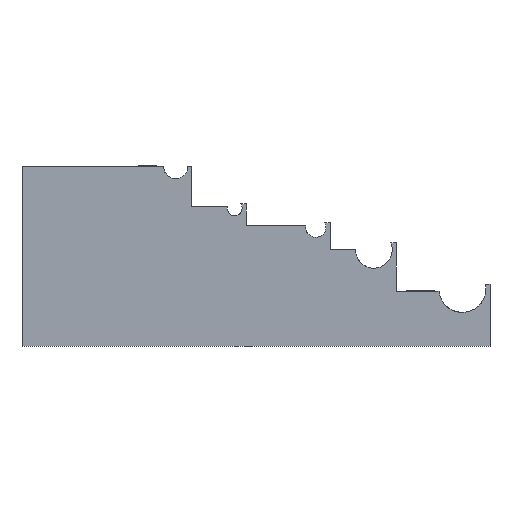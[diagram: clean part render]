
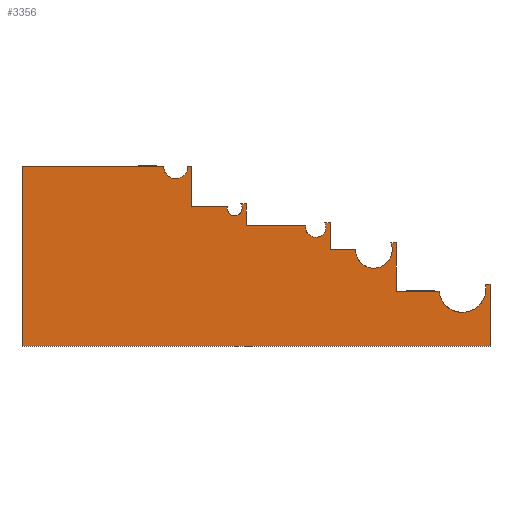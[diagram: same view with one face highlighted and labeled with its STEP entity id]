
A CAD part, left-side view. The second image highlights one B-rep face of the part: STEP entity #3356.
In plain terms, the highlighted planar face has unit normal (-1, 0, 0).
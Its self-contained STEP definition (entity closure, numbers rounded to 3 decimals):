
#14=CIRCLE('',#3492,8.517);
#18=CIRCLE('',#3499,16.824);
#19=CIRCLE('',#3500,13.1);
#20=CIRCLE('',#3501,7.355);
#21=CIRCLE('',#3502,5.377);
#318=FACE_OUTER_BOUND('',#506,.T.);
#506=EDGE_LOOP('',(#2763,#2764,#2765,#2766,#2767,#2768,#2769,#2770,#2771,
#2772,#2773,#2774,#2775,#2776,#2777,#2778,#2779,#2780,#2781,#2782,#2783,
#2784));
#639=LINE('',#5063,#1015);
#740=LINE('',#5394,#1116);
#811=LINE('',#5624,#1187);
#817=LINE('',#5646,#1193);
#820=LINE('',#5652,#1196);
#821=LINE('',#5654,#1197);
#822=LINE('',#5656,#1198);
#823=LINE('',#5658,#1199);
#824=LINE('',#5662,#1200);
#825=LINE('',#5664,#1201);
#826=LINE('',#5666,#1202);
#827=LINE('',#5670,#1203);
#828=LINE('',#5672,#1204);
#829=LINE('',#5674,#1205);
#830=LINE('',#5677,#1206);
#831=LINE('',#5679,#1207);
#832=LINE('',#5681,#1208);
#1015=VECTOR('',#3667,10.);
#1116=VECTOR('',#3834,10.);
#1187=VECTOR('',#3955,10.);
#1193=VECTOR('',#3977,10.);
#1196=VECTOR('',#3982,10.);
#1197=VECTOR('',#3983,10.);
#1198=VECTOR('',#3984,10.);
#1199=VECTOR('',#3985,10.);
#1200=VECTOR('',#3988,10.);
#1201=VECTOR('',#3989,10.);
#1202=VECTOR('',#3990,10.);
#1203=VECTOR('',#3993,10.);
#1204=VECTOR('',#3994,10.);
#1205=VECTOR('',#3995,10.);
#1206=VECTOR('',#3998,10.);
#1207=VECTOR('',#3999,10.);
#1208=VECTOR('',#4002,10.);
#1411=VERTEX_POINT('',#5056);
#1414=VERTEX_POINT('',#5061);
#1490=VERTEX_POINT('',#5391);
#1491=VERTEX_POINT('',#5393);
#1544=VERTEX_POINT('',#5621);
#1545=VERTEX_POINT('',#5623);
#1547=VERTEX_POINT('',#5630);
#1553=VERTEX_POINT('',#5645);
#1555=VERTEX_POINT('',#5651);
#1556=VERTEX_POINT('',#5653);
#1557=VERTEX_POINT('',#5655);
#1558=VERTEX_POINT('',#5657);
#1559=VERTEX_POINT('',#5659);
#1560=VERTEX_POINT('',#5661);
#1561=VERTEX_POINT('',#5663);
#1562=VERTEX_POINT('',#5665);
#1563=VERTEX_POINT('',#5667);
#1564=VERTEX_POINT('',#5669);
#1565=VERTEX_POINT('',#5671);
#1566=VERTEX_POINT('',#5673);
#1567=VERTEX_POINT('',#5676);
#1568=VERTEX_POINT('',#5678);
#1777=EDGE_CURVE('',#1414,#1411,#639,.T.);
#1890=EDGE_CURVE('',#1490,#1491,#740,.T.);
#1969=EDGE_CURVE('',#1544,#1545,#811,.T.);
#1972=EDGE_CURVE('',#1547,#1411,#14,.T.);
#1979=EDGE_CURVE('',#1547,#1553,#817,.T.);
#1982=EDGE_CURVE('',#1414,#1555,#820,.T.);
#1983=EDGE_CURVE('',#1556,#1555,#821,.T.);
#1984=EDGE_CURVE('',#1557,#1556,#822,.T.);
#1985=EDGE_CURVE('',#1557,#1558,#823,.F.);
#1986=EDGE_CURVE('',#1558,#1559,#18,.T.);
#1987=EDGE_CURVE('',#1559,#1560,#824,.T.);
#1988=EDGE_CURVE('',#1561,#1560,#825,.T.);
#1989=EDGE_CURVE('',#1562,#1561,#826,.T.);
#1990=EDGE_CURVE('',#1562,#1563,#19,.T.);
#1991=EDGE_CURVE('',#1564,#1563,#827,.T.);
#1992=EDGE_CURVE('',#1565,#1564,#828,.T.);
#1993=EDGE_CURVE('',#1566,#1565,#829,.T.);
#1994=EDGE_CURVE('',#1566,#1545,#20,.T.);
#1995=EDGE_CURVE('',#1567,#1544,#830,.T.);
#1996=EDGE_CURVE('',#1568,#1567,#831,.T.);
#1997=EDGE_CURVE('',#1568,#1491,#21,.T.);
#1998=EDGE_CURVE('',#1553,#1490,#832,.T.);
#2763=ORIENTED_EDGE('',*,*,#1972,.T.);
#2764=ORIENTED_EDGE('',*,*,#1777,.F.);
#2765=ORIENTED_EDGE('',*,*,#1982,.T.);
#2766=ORIENTED_EDGE('',*,*,#1983,.F.);
#2767=ORIENTED_EDGE('',*,*,#1984,.F.);
#2768=ORIENTED_EDGE('',*,*,#1985,.T.);
#2769=ORIENTED_EDGE('',*,*,#1986,.T.);
#2770=ORIENTED_EDGE('',*,*,#1987,.T.);
#2771=ORIENTED_EDGE('',*,*,#1988,.F.);
#2772=ORIENTED_EDGE('',*,*,#1989,.F.);
#2773=ORIENTED_EDGE('',*,*,#1990,.T.);
#2774=ORIENTED_EDGE('',*,*,#1991,.F.);
#2775=ORIENTED_EDGE('',*,*,#1992,.F.);
#2776=ORIENTED_EDGE('',*,*,#1993,.F.);
#2777=ORIENTED_EDGE('',*,*,#1994,.T.);
#2778=ORIENTED_EDGE('',*,*,#1969,.F.);
#2779=ORIENTED_EDGE('',*,*,#1995,.F.);
#2780=ORIENTED_EDGE('',*,*,#1996,.F.);
#2781=ORIENTED_EDGE('',*,*,#1997,.T.);
#2782=ORIENTED_EDGE('',*,*,#1890,.F.);
#2783=ORIENTED_EDGE('',*,*,#1998,.F.);
#2784=ORIENTED_EDGE('',*,*,#1979,.F.);
#3187=PLANE('',#3498);
#3356=ADVANCED_FACE('',(#318),#3187,.T.);
#3492=AXIS2_PLACEMENT_3D('',#5631,#3962,#3963);
#3498=AXIS2_PLACEMENT_3D('',#5650,#3980,#3981);
#3499=AXIS2_PLACEMENT_3D('',#5660,#3986,#3987);
#3500=AXIS2_PLACEMENT_3D('',#5668,#3991,#3992);
#3501=AXIS2_PLACEMENT_3D('',#5675,#3996,#3997);
#3502=AXIS2_PLACEMENT_3D('',#5680,#4000,#4001);
#3667=DIRECTION('',(0.,-1.,0.));
#3834=DIRECTION('',(0.,-1.,0.));
#3955=DIRECTION('',(0.,-1.,0.));
#3962=DIRECTION('center_axis',(1.,0.,0.));
#3963=DIRECTION('ref_axis',(0.,-0.998,0.063));
#3977=DIRECTION('',(0.,-1.,0.));
#3980=DIRECTION('center_axis',(-1.,0.,0.));
#3981=DIRECTION('ref_axis',(0.,0.,1.));
#3982=DIRECTION('',(0.,0.,-1.));
#3983=DIRECTION('',(0.,1.,0.));
#3984=DIRECTION('',(0.,0.,-1.));
#3985=DIRECTION('',(0.,-1.,0.));
#3986=DIRECTION('center_axis',(1.,0.,0.));
#3987=DIRECTION('ref_axis',(0.,-0.996,-0.094));
#3988=DIRECTION('',(0.,1.,0.));
#3989=DIRECTION('',(0.,0.,-1.));
#3990=DIRECTION('',(0.,-1.,0.));
#3991=DIRECTION('center_axis',(1.,0.,0.));
#3992=DIRECTION('ref_axis',(0.,-1.,0.005));
#3993=DIRECTION('',(0.,-1.,0.));
#3994=DIRECTION('',(0.,0.,-1.));
#3995=DIRECTION('',(0.,-1.,0.));
#3996=DIRECTION('center_axis',(1.,0.,0.));
#3997=DIRECTION('ref_axis',(0.,-0.986,0.168));
#3998=DIRECTION('',(0.,0.,-1.));
#3999=DIRECTION('',(0.,-1.,0.));
#4000=DIRECTION('center_axis',(1.,0.,0.));
#4001=DIRECTION('ref_axis',(0.,-0.976,0.216));
#4002=DIRECTION('',(0.,0.,-1.));
#5056=CARTESIAN_POINT('',(0.,233.5,129.));
#5061=CARTESIAN_POINT('',(0.,335.,129.));
#5063=CARTESIAN_POINT('',(0.,335.,129.));
#5391=CARTESIAN_POINT('',(0.,213.5,100.));
#5393=CARTESIAN_POINT('',(0.,188.,100.));
#5394=CARTESIAN_POINT('',(0.,335.,100.));
#5621=CARTESIAN_POINT('',(0.,174.5,86.5));
#5623=CARTESIAN_POINT('',(0.,132.,86.5));
#5624=CARTESIAN_POINT('',(0.,335.,86.5));
#5630=CARTESIAN_POINT('',(0.,216.5,129.));
#5631=CARTESIAN_POINT('Origin',(0.,225.,128.463));
#5645=CARTESIAN_POINT('',(0.,213.5,129.));
#5646=CARTESIAN_POINT('',(0.,335.,129.));
#5650=CARTESIAN_POINT('Origin',(0.,0.,0.));
#5651=CARTESIAN_POINT('',(0.,335.,0.));
#5652=CARTESIAN_POINT('',(0.,335.,129.));
#5653=CARTESIAN_POINT('',(0.,0.,0.));
#5654=CARTESIAN_POINT('',(0.,0.,0.));
#5655=CARTESIAN_POINT('',(0.,0.,44.5));
#5656=CARTESIAN_POINT('',(0.,0.,39.5));
#5657=CARTESIAN_POINT('',(0.,3.277,44.5));
#5658=CARTESIAN_POINT('',(0.,0.,44.5));
#5659=CARTESIAN_POINT('',(0.,36.5,39.5));
#5660=CARTESIAN_POINT('Origin',(0.,19.75,41.081));
#5661=CARTESIAN_POINT('',(0.,67.,39.5));
#5662=CARTESIAN_POINT('',(0.,0.,39.5));
#5663=CARTESIAN_POINT('',(0.,67.,74.));
#5664=CARTESIAN_POINT('',(0.,67.,69.));
#5665=CARTESIAN_POINT('',(0.,71.018,74.));
#5666=CARTESIAN_POINT('',(0.,167.5,74.));
#5667=CARTESIAN_POINT('',(0.,96.2,69.));
#5668=CARTESIAN_POINT('Origin',(0.,83.1,68.936));
#5669=CARTESIAN_POINT('',(0.,114.5,69.));
#5670=CARTESIAN_POINT('',(0.,335.,69.));
#5671=CARTESIAN_POINT('',(0.,114.5,88.5));
#5672=CARTESIAN_POINT('',(0.,114.5,86.5));
#5673=CARTESIAN_POINT('',(0.,118.146,88.5));
#5674=CARTESIAN_POINT('',(0.,167.5,88.5));
#5675=CARTESIAN_POINT('Origin',(0.,124.75,85.261));
#5676=CARTESIAN_POINT('',(0.,174.5,102.));
#5677=CARTESIAN_POINT('',(0.,174.5,100.));
#5678=CARTESIAN_POINT('',(0.,178.401,102.));
#5679=CARTESIAN_POINT('',(0.,167.5,102.));
#5680=CARTESIAN_POINT('Origin',(0.,182.75,98.839));
#5681=CARTESIAN_POINT('',(0.,213.5,129.));
